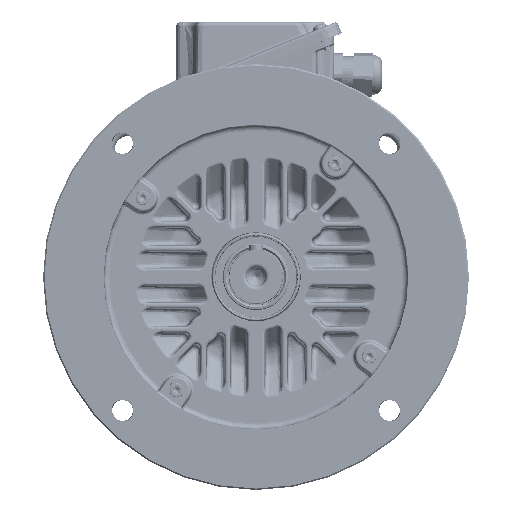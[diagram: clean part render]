
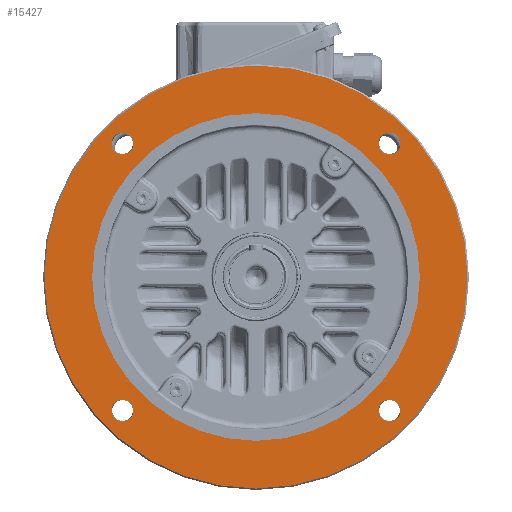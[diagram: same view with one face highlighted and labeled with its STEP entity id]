
A CAD part, top view. The second image highlights one B-rep face of the part: STEP entity #15427.
In plain terms, the highlighted planar face has unit normal (0, 0, 1).
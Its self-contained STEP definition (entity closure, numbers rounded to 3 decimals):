
#2386=PLANE('',#81437);
#3553=FACE_BOUND('',#25326,.T.);
#3554=FACE_BOUND('',#25327,.T.);
#3555=FACE_BOUND('',#25328,.T.);
#3556=FACE_BOUND('',#25329,.T.);
#3557=FACE_BOUND('',#25330,.T.);
#3558=FACE_BOUND('',#25331,.T.);
#15427=ADVANCED_FACE('',(#3553,#3554,#3555,#3556,#3557,#3558),#2386,.F.);
#25326=EDGE_LOOP('',(#47016));
#25327=EDGE_LOOP('',(#47017));
#25328=EDGE_LOOP('',(#47018));
#25329=EDGE_LOOP('',(#47019));
#25330=EDGE_LOOP('',(#47020));
#25331=EDGE_LOOP('',(#47021));
#29977=CIRCLE('',#81430,115.);
#29978=CIRCLE('',#81432,7.669);
#29979=CIRCLE('',#81433,7.669);
#29980=CIRCLE('',#81434,148.5);
#29981=CIRCLE('',#81435,7.669);
#29982=CIRCLE('',#81436,7.669);
#47016=ORIENTED_EDGE('',*,*,#69564,.F.);
#47017=ORIENTED_EDGE('',*,*,#69565,.F.);
#47018=ORIENTED_EDGE('',*,*,#69566,.T.);
#47019=ORIENTED_EDGE('',*,*,#69563,.F.);
#47020=ORIENTED_EDGE('',*,*,#69567,.F.);
#47021=ORIENTED_EDGE('',*,*,#69568,.F.);
#58145=VERTEX_POINT('',#166906);
#58146=VERTEX_POINT('',#166909);
#58147=VERTEX_POINT('',#166911);
#58148=VERTEX_POINT('',#166913);
#58149=VERTEX_POINT('',#166915);
#58150=VERTEX_POINT('',#166917);
#69563=EDGE_CURVE('',#58145,#58145,#29977,.T.);
#69564=EDGE_CURVE('',#58146,#58146,#29978,.T.);
#69565=EDGE_CURVE('',#58147,#58147,#29979,.T.);
#69566=EDGE_CURVE('',#58148,#58148,#29980,.T.);
#69567=EDGE_CURVE('',#58149,#58149,#29981,.T.);
#69568=EDGE_CURVE('',#58150,#58150,#29982,.T.);
#81430=AXIS2_PLACEMENT_3D('',#166905,#98366,#98367);
#81432=AXIS2_PLACEMENT_3D('',#166908,#98370,#98371);
#81433=AXIS2_PLACEMENT_3D('',#166910,#98372,#98373);
#81434=AXIS2_PLACEMENT_3D('',#166912,#98374,#98375);
#81435=AXIS2_PLACEMENT_3D('',#166914,#98376,#98377);
#81436=AXIS2_PLACEMENT_3D('',#166916,#98378,#98379);
#81437=AXIS2_PLACEMENT_3D('',#166918,#98380,#98381);
#98366=DIRECTION('',(0.,0.,1.));
#98367=DIRECTION('',(-1.,0.,0.));
#98370=DIRECTION('',(0.,0.,1.));
#98371=DIRECTION('',(-1.,0.,0.));
#98372=DIRECTION('',(0.,0.,1.));
#98373=DIRECTION('',(-1.,0.,0.));
#98374=DIRECTION('',(0.,0.,1.));
#98375=DIRECTION('',(-1.,0.,0.));
#98376=DIRECTION('',(0.,0.,1.));
#98377=DIRECTION('',(-1.,0.,0.));
#98378=DIRECTION('',(0.,0.,1.));
#98379=DIRECTION('',(-1.,0.,0.));
#98380=DIRECTION('',(0.,0.,-1.));
#98381=DIRECTION('',(-1.,0.,0.));
#166905=CARTESIAN_POINT('',(0.,0.,0.));
#166906=CARTESIAN_POINT('',(-115.,0.,0.));
#166908=CARTESIAN_POINT('',(-93.692,-93.692,0.));
#166909=CARTESIAN_POINT('',(-101.361,-93.692,0.));
#166910=CARTESIAN_POINT('',(93.692,93.692,0.));
#166911=CARTESIAN_POINT('',(86.023,93.692,0.));
#166912=CARTESIAN_POINT('',(0.,0.,0.));
#166913=CARTESIAN_POINT('',(-148.5,0.,0.));
#166914=CARTESIAN_POINT('',(93.692,-93.692,0.));
#166915=CARTESIAN_POINT('',(86.023,-93.692,0.));
#166916=CARTESIAN_POINT('',(-93.692,93.692,0.));
#166917=CARTESIAN_POINT('',(-101.361,93.692,0.));
#166918=CARTESIAN_POINT('',(0.,115.,0.));
